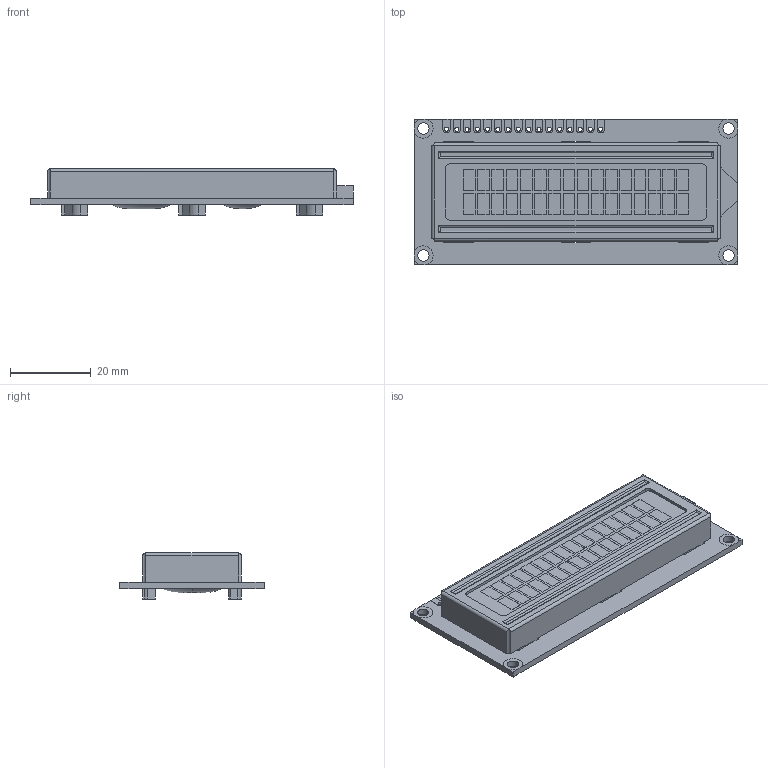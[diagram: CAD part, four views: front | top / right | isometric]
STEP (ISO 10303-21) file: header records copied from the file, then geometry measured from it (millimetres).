
FILE_DESCRIPTION (( 'STEP AP214' ), '1' );
FILE_NAME ('C031D506-D5C0-41E4-AFD7-56A2749F6DC9.STEP', '2023-03-31T11:26:19', ( '' ), ( '' ), 'SwSTEP 2.0', 'SolidWorks 2022', '' );
FILE_SCHEMA (( 'AUTOMOTIVE_DESIGN' ));
Length unit declared in the file: millimetre
Products named in the file (1): C031D506-D5C0-41E4-AFD7-56A2749F6DC9
Bounding box: 80 x 36 x 11.4 mm (x, y, z)
Volume: 16568.7 mm3; surface area: 8111.3 mm2
Topology: 1 solids, 1 shells, 532 faces, 1458 edges, 960 vertices
Faces by surface type: plane 386, cylinder 142, torus 4
Entity records: 22354 total; most frequent: CARTESIAN_POINT 3051, ORIENTED_EDGE 2916, DIRECTION 2784, EDGE_CURVE 1458, LINE 1158, VECTOR 1158, VERTEX_POINT 960, AXIS2_PLACEMENT_3D 813
